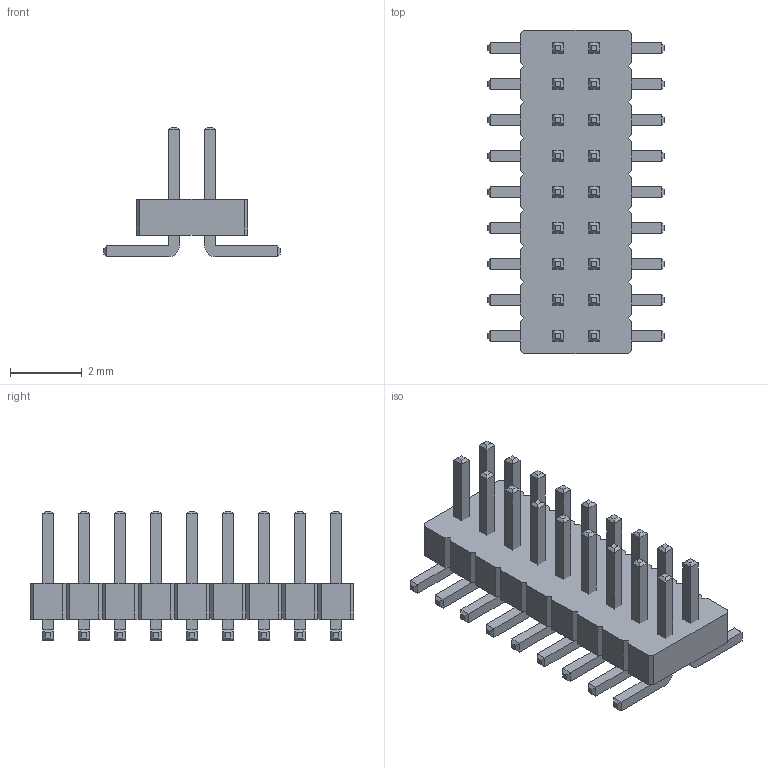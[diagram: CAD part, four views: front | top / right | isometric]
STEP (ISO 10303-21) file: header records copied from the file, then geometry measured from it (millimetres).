
FILE_DESCRIPTION(/* description */ ('model of PinHeader_2x09_P1.00mm_Vertical_SMD'),/* implementation_level */ '2;1');
FILE_NAME(/* name */ 'PinHeader_2x09_P1.00mm_Vertical_SMD.step',/* time_stamp */ '2018-01-24T12:24:28',/* author */ ('kicad StepUp','ksu'),/* organization */ ('FreeCAD'),/* preprocessor_version */ 'OCC',/* originating_system */ 'kicad StepUp',/* authorisation */ '');
FILE_SCHEMA(('AUTOMOTIVE_DESIGN { 1 0 10303 214 1 1 1 1 }'));
Length unit declared in the file: millimetre
Products named in the file (2): PinHeader_2x09_P100mm_Vertical_SMD; Shape0_657482279845
Bounding box: 4.9 x 9 x 3.6 mm (x, y, z)
Volume: 36.3 mm3; surface area: 197 mm2
Topology: 19 solids, 19 shells, 364 faces, 834 edges, 508 vertices
Faces by surface type: plane 346, cylinder 18
Entity records: 6515 total; most frequent: ORIENTED_EDGE 1270, CARTESIAN_POINT 1069, EDGE_CURVE 834, LINE 798, VERTEX_POINT 508, AXIS2_PLACEMENT_3D 392, ADVANCED_FACE 364, FACE_BOUND 364
